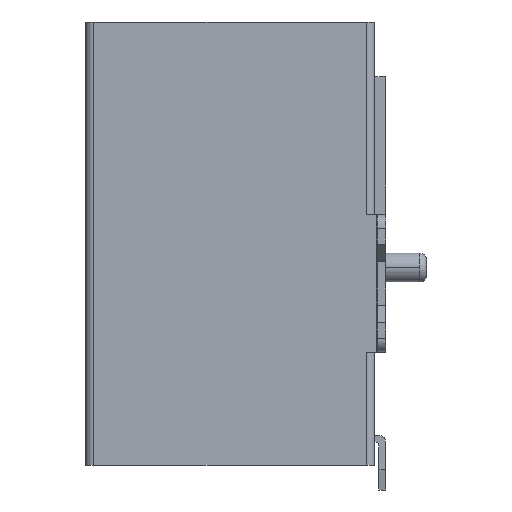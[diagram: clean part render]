
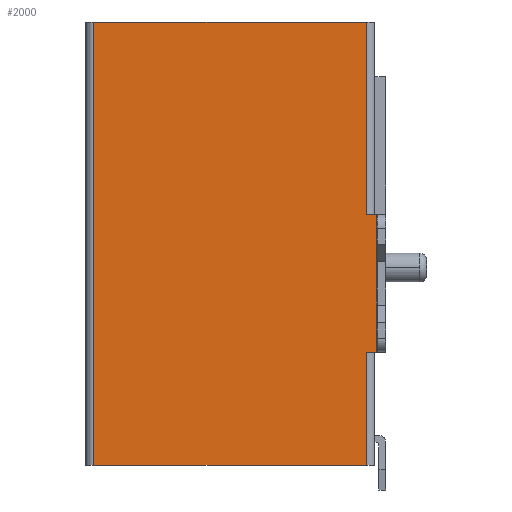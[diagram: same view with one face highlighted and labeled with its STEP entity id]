
A CAD part, left-side view. The second image highlights one B-rep face of the part: STEP entity #2000.
In plain terms, the highlighted planar face has unit normal (-1, 0, 0).
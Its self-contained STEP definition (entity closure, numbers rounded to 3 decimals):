
#920=VERTEX_POINT('',#2653);
#976=VERTEX_POINT('',#2713);
#1012=VERTEX_POINT('',#2749);
#1082=EDGE_CURVE('',#976,#2486,#2825,.T.);
#1122=EDGE_CURVE('',#2484,#1294,#2870,.T.);
#1294=VERTEX_POINT('',#3049);
#1324=EDGE_CURVE('',#976,#1618,#3084,.T.);
#1476=VERTEX_POINT('',#3248);
#1618=VERTEX_POINT('',#3406);
#1634=EDGE_CURVE('',#1012,#2484,#3424,.T.);
#1920=EDGE_CURVE('',#920,#1012,#3738,.T.);
#2000=ADVANCED_FACE('',(#3826),#3827,.T.);
#2008=EDGE_CURVE('',#1476,#920,#3836,.T.);
#2116=EDGE_CURVE('',#1294,#2486,#3956,.T.);
#2480=EDGE_CURVE('',#1618,#1476,#4361,.T.);
#2484=VERTEX_POINT('',#4365);
#2486=VERTEX_POINT('',#4367);
#2653=CARTESIAN_POINT('',(-6.0,10.3,0.));
#2713=CARTESIAN_POINT('',(-6.,-0.05,-7.06));
#2749=CARTESIAN_POINT('',(-6.0,10.3,-16.25));
#2825=LINE('',#4800,#4801);
#2870=LINE('',#4866,#4867);
#3049=CARTESIAN_POINT('',(-6.0,0.3,-12.1));
#3084=LINE('',#5159,#5160);
#3248=CARTESIAN_POINT('',(-6.,0.3,0.));
#3406=CARTESIAN_POINT('',(-6.0,0.3,-7.06));
#3424=LINE('',#5645,#5646);
#3738=LINE('',#6093,#6094);
#3826=FACE_OUTER_BOUND('',#6209,.T.);
#3827=PLANE('',#6210);
#3836=LINE('',#6223,#6224);
#3956=LINE('',#6390,#6391);
#4361=LINE('',#6961,#6962);
#4365=CARTESIAN_POINT('',(-6.,0.3,-16.25));
#4367=CARTESIAN_POINT('',(-6.,-0.05,-12.1));
#4800=CARTESIAN_POINT('',(-6.,-0.05,0.));
#4801=VECTOR('',#7319,1.0);
#4866=CARTESIAN_POINT('',(-6.,0.3,-14.175));
#4867=VECTOR('',#7374,1.0);
#5159=CARTESIAN_POINT('',(-6.,4.99,-7.06));
#5160=VECTOR('',#7535,1.0);
#5645=CARTESIAN_POINT('',(-6.,-0.05,-16.25));
#5646=VECTOR('',#7928,1.0);
#6093=CARTESIAN_POINT('',(-6.0,10.3,0.));
#6094=VECTOR('',#8268,1.0);
#6209=EDGE_LOOP('',(#8365,#8366,#8367,#8368,#8369,#8370,#8371,#8372));
#6210=AXIS2_PLACEMENT_3D('',#8373,#8374,#8375);
#6223=CARTESIAN_POINT('',(-6.,-0.05,0.));
#6224=VECTOR('',#8392,1.0);
#6390=CARTESIAN_POINT('',(-6.,4.99,-12.1));
#6391=VECTOR('',#8534,1.0);
#6961=CARTESIAN_POINT('',(-6.,0.3,-3.53));
#6962=VECTOR('',#9002,1.0);
#7319=DIRECTION('',(0.,0.0,-1.0));
#7374=DIRECTION('',(0.,0.0,1.0));
#7535=DIRECTION('',(0.,1.0,0.));
#7928=DIRECTION('',(0.,-1.0,0.));
#8268=DIRECTION('',(0.,0.0,-1.0));
#8365=ORIENTED_EDGE('',*,*,#2116,.T.);
#8366=ORIENTED_EDGE('',*,*,#1082,.F.);
#8367=ORIENTED_EDGE('',*,*,#1324,.T.);
#8368=ORIENTED_EDGE('',*,*,#2480,.T.);
#8369=ORIENTED_EDGE('',*,*,#2008,.T.);
#8370=ORIENTED_EDGE('',*,*,#1920,.T.);
#8371=ORIENTED_EDGE('',*,*,#1634,.T.);
#8372=ORIENTED_EDGE('',*,*,#1122,.T.);
#8373=CARTESIAN_POINT('',(-6.0,10.3,0.));
#8374=DIRECTION('',(-1.0,0.,0.));
#8375=DIRECTION('',(0.,0.0,1.0));
#8392=DIRECTION('',(0.,1.0,0.));
#8534=DIRECTION('',(0.,-1.0,0.));
#9002=DIRECTION('',(0.,0.0,1.0));
